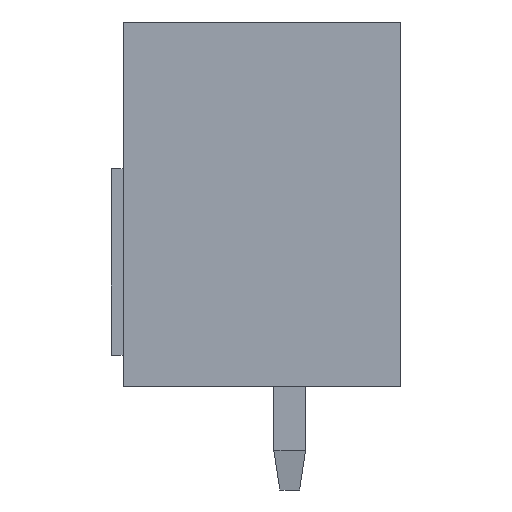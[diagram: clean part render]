
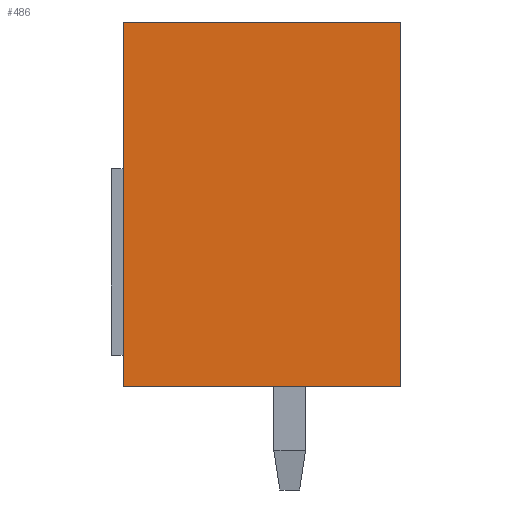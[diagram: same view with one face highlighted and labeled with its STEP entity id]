
A CAD part, left-side view. The second image highlights one B-rep face of the part: STEP entity #486.
In plain terms, the highlighted planar face has unit normal (-1, 0, 0).
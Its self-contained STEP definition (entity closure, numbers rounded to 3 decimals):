
#486 = ADVANCED_FACE( '', ( #1008 ), #1009, .T. );
#1008 = FACE_OUTER_BOUND( '', #1552, .T. );
#1009 = PLANE( '', #1553 );
#1552 = EDGE_LOOP( '', ( #2779, #2780, #2781, #2782 ) );
#1553 = AXIS2_PLACEMENT_3D( '', #2783, #2784, #2785 );
#2779 = ORIENTED_EDGE( '', *, *, #3518, .F. );
#2780 = ORIENTED_EDGE( '', *, *, #3299, .F. );
#2781 = ORIENTED_EDGE( '', *, *, #3531, .T. );
#2782 = ORIENTED_EDGE( '', *, *, #3548, .T. );
#2783 = CARTESIAN_POINT( '', ( 0., 7., 9.2 ) );
#2784 = DIRECTION( '', ( -1., 0., 0. ) );
#2785 = DIRECTION( '', ( 0., 0., 1. ) );
#3299 = EDGE_CURVE( '', #3983, #3985, #3986, .T. );
#3518 = EDGE_CURVE( '', #3985, #4320, #4321, .T. );
#3531 = EDGE_CURVE( '', #3983, #4336, #4338, .T. );
#3548 = EDGE_CURVE( '', #4336, #4320, #4359, .T. );
#3983 = VERTEX_POINT( '', #4937 );
#3985 = VERTEX_POINT( '', #4940 );
#3986 = LINE( '', #4941, #4942 );
#4320 = VERTEX_POINT( '', #5427 );
#4321 = LINE( '', #5428, #5429 );
#4336 = VERTEX_POINT( '', #5451 );
#4338 = LINE( '', #5454, #5455 );
#4359 = LINE( '', #5485, #5486 );
#4937 = CARTESIAN_POINT( '', ( 0., 7., 9.2 ) );
#4940 = CARTESIAN_POINT( '', ( 0., 0., 9.2 ) );
#4941 = CARTESIAN_POINT( '', ( 0., 7., 9.2 ) );
#4942 = VECTOR( '', #5943, 1000. );
#5427 = CARTESIAN_POINT( '', ( 0., 0., 0. ) );
#5428 = CARTESIAN_POINT( '', ( 0., 0., 9.2 ) );
#5429 = VECTOR( '', #6158, 1000. );
#5451 = CARTESIAN_POINT( '', ( 0., 7., 0. ) );
#5454 = CARTESIAN_POINT( '', ( 0., 7., 9.2 ) );
#5455 = VECTOR( '', #6167, 1000. );
#5485 = CARTESIAN_POINT( '', ( 0., 7., 0. ) );
#5486 = VECTOR( '', #6180, 1000. );
#5943 = DIRECTION( '', ( 0., -1., 0. ) );
#6158 = DIRECTION( '', ( 0., 0., -1. ) );
#6167 = DIRECTION( '', ( 0., 0., -1. ) );
#6180 = DIRECTION( '', ( 0., -1., 0. ) );
